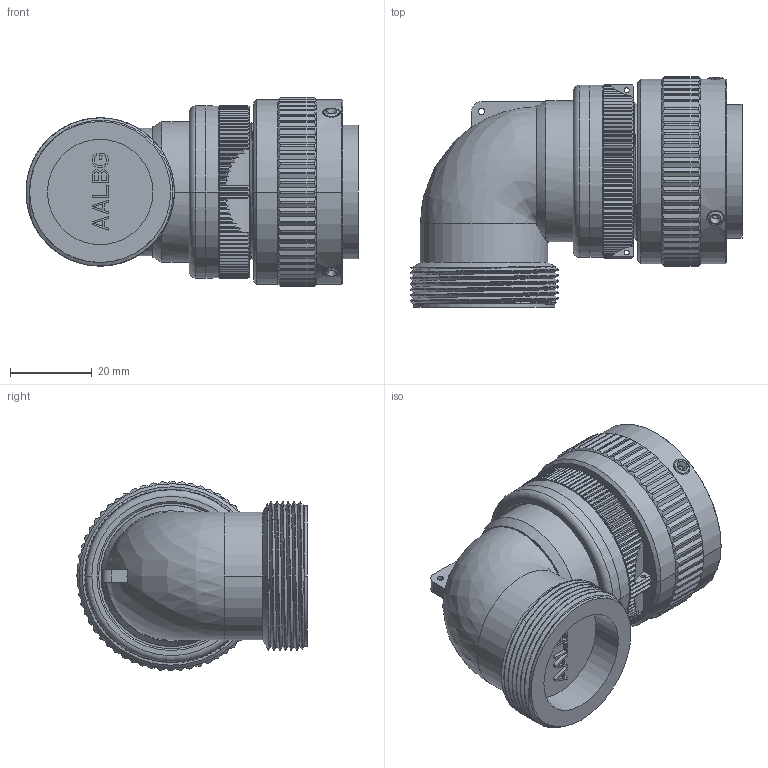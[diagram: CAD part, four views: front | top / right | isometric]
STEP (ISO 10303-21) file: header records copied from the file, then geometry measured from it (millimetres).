
FILE_DESCRIPTION((''),'2;1');
FILE_NAME('VG95234K-24_SW0001','2023-03-23T15:18:39',('paultorloting'),('NET AG system integration'),'CREO PARAMETRIC BY PTC INC, 2021404','CREO PARAMETRIC BY PTC INC, 2021404','');
FILE_SCHEMA(('AUTOMOTIVE_DESIGN { 1 0 10303 214 1 1 1 1 }'));
Products named in the file (1): VG95234K-24_SW0001
Bounding box: 81.38 x 56.55 x 46.46 mm (x, y, z)
Volume: 77891.2 mm3; surface area: 25486.4 mm2
Topology: 1 solids, 1 shells, 2132 faces, 5791 edges, 3561 vertices
Faces by surface type: bspline 907, plane 727, cylinder 246, cone 242, torus 10
Entity records: 106624 total; most frequent: CARTESIAN_POINT 53057, ORIENTED_EDGE 11570, DIRECTION 6516, EDGE_CURVE 5785, VERTEX_POINT 3561, B_SPLINE_CURVE_WITH_KNOTS 2532, VECTOR 2463, LINE 2463
